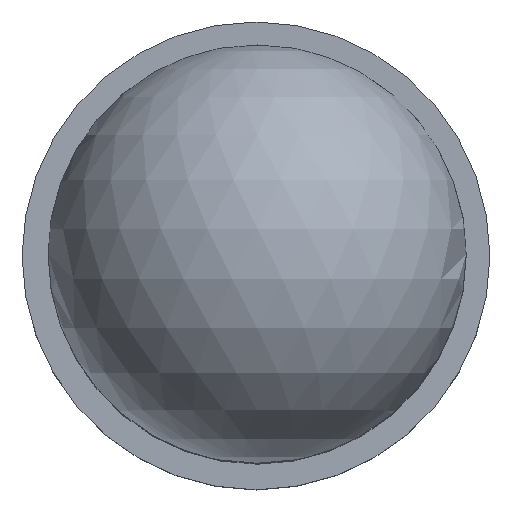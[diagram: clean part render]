
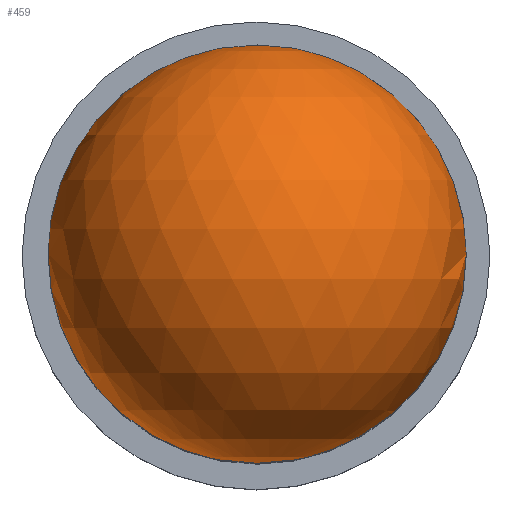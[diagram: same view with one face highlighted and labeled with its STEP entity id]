
A CAD part, top view. The second image highlights one B-rep face of the part: STEP entity #459.
In plain terms, the highlighted spherical face has radius 1.475 mm.
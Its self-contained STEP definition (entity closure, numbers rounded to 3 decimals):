
#454 = EDGE_CURVE ( 'NONE', #455, #456, #968, .T. ) ;
#455 = VERTEX_POINT ( 'NONE', #960 ) ;
#456 = VERTEX_POINT ( 'NONE', #959 ) ;
#458 = EDGE_CURVE ( 'NONE', #455, #456, #994, .T. ) ;
#459 = ADVANCED_FACE ( 'NONE', ( #989 ), #988, .T. ) ;
#460 = EDGE_LOOP ( 'NONE', ( #461, #462 ) ) ;
#461 = ORIENTED_EDGE ( 'NONE', *, *, #458, .F. ) ;
#462 = ORIENTED_EDGE ( 'NONE', *, *, #454, .T. ) ;
#959 = CARTESIAN_POINT ( 'NONE',  ( -1.475, 0., 0. ) ) ;
#960 = CARTESIAN_POINT ( 'NONE',  ( 1.475, 0., 0. ) ) ;
#961 = DIRECTION ( 'NONE',  ( 1., 0., 0. ) ) ;
#962 = DIRECTION ( 'NONE',  ( 0., 0., 1. ) ) ;
#963 = CARTESIAN_POINT ( 'NONE',  ( 0., 0., 0. ) ) ;
#964 = AXIS2_PLACEMENT_3D ( 'NONE', #963, #962, #961 ) ;
#968 = CIRCLE ( 'NONE', #964, 1.475 ) ;
#983 = DIRECTION ( 'NONE',  ( 1., 0., 0. ) ) ;
#984 = DIRECTION ( 'NONE',  ( 0., 1., 0. ) ) ;
#985 = AXIS2_PLACEMENT_3D ( 'NONE', #987, #984, #983 ) ;
#987 = CARTESIAN_POINT ( 'NONE',  ( 0., 0., 0. ) ) ;
#988 = SPHERICAL_SURFACE ( 'NONE', #985, 1.475 ) ;
#989 = FACE_OUTER_BOUND ( 'NONE', #460, .T. ) ;
#990 = DIRECTION ( 'NONE',  ( 1., 0., 0. ) ) ;
#991 = DIRECTION ( 'NONE',  ( 0., 0., -1. ) ) ;
#992 = CARTESIAN_POINT ( 'NONE',  ( 0., 0., 0. ) ) ;
#993 = AXIS2_PLACEMENT_3D ( 'NONE', #992, #991, #990 ) ;
#994 = CIRCLE ( 'NONE', #993, 1.475 ) ;
